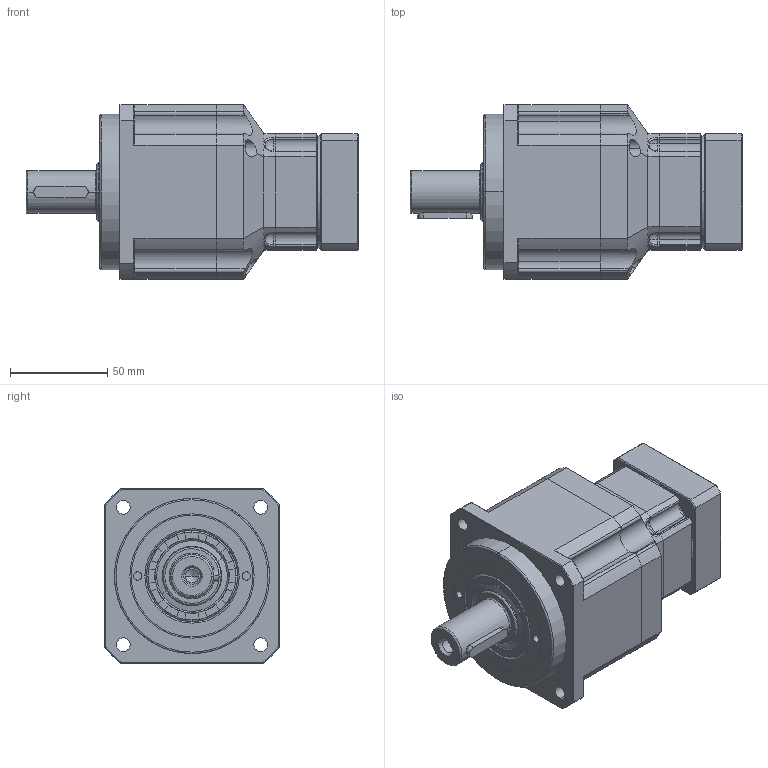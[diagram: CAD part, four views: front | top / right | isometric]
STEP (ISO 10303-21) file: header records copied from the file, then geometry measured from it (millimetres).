
FILE_DESCRIPTION (( 'STEP AP203' ), '1' );
FILE_NAME ('FAB090D-L2-14-50-70-M4-34.STEP', '2021-05-04T06:56:46', ( '微软用户' ), ( '微软中国' ), 'SwSTEP 2.0', 'SolidWorks 2016', '' );
FILE_SCHEMA (( 'CONFIG_CONTROL_DESIGN' ));
Length unit declared in the file: millimetre
Products named in the file (14): 怀堤俴陎殤FAB090D; 蚐猾30476_1; 楊擘耜謂蹟佪M10; A倰す瑩 6-28_8; M5-12樓粟菜; 1-输入端壳体FAB060D; 一级内齿圈壳体FAB060D; 输入太阳齿轮060D-14_2; FAB090D-L2-14-50-70-M4-34; 坶踡遠18-37-12(1)_2; hexagon socket head cap screws gb_GB_FASTENER_SCREWS_HSHCS M4X16-N; 输出内齿圈壳体FAB090D; 11-镂空输入法兰FAB060D-50-70-M4; 隅弇覃淕杶FAB090D_1
Assembly tree (19 placements, depth 2):
  FAB090D-L2-14-50-70-M4-34
    隅弇覃淕杶FAB090D_1
    蚐猾30476_1
    A倰す瑩 6-28_8
    1-输入端壳体FAB060D
    输入太阳齿轮060D-14_2
    坶踡遠18-37-12(1)_2
    hexagon socket head cap screws gb_GB_FASTENER_SCREWS_HSHCS M4X16-N  x4
    输出内齿圈壳体FAB090D
    11-镂空输入法兰FAB060D-50-70-M4
    怀堤俴陎殤FAB090D
    楊擘耜謂蹟佪M10
    M5-12樓粟菜  x4
    一级内齿圈壳体FAB060D
Bounding box: 171 x 90 x 90 mm (x, y, z)
Volume: 658980.8 mm3; surface area: 123658.9 mm2
Topology: 16 solids, 24 shells, 1151 faces, 2792 edges, 1700 vertices
Faces by surface type: cylinder 411, plane 342, cone 196, bspline 176, torus 18, sphere 8
Entity records: 39872 total; most frequent: CARTESIAN_POINT 15780, ORIENTED_EDGE 4727, DIRECTION 4683, EDGE_CURVE 2367, AXIS2_PLACEMENT_3D 1887, VERTEX_POINT 1471, EDGE_LOOP 1103, CIRCLE 1042
